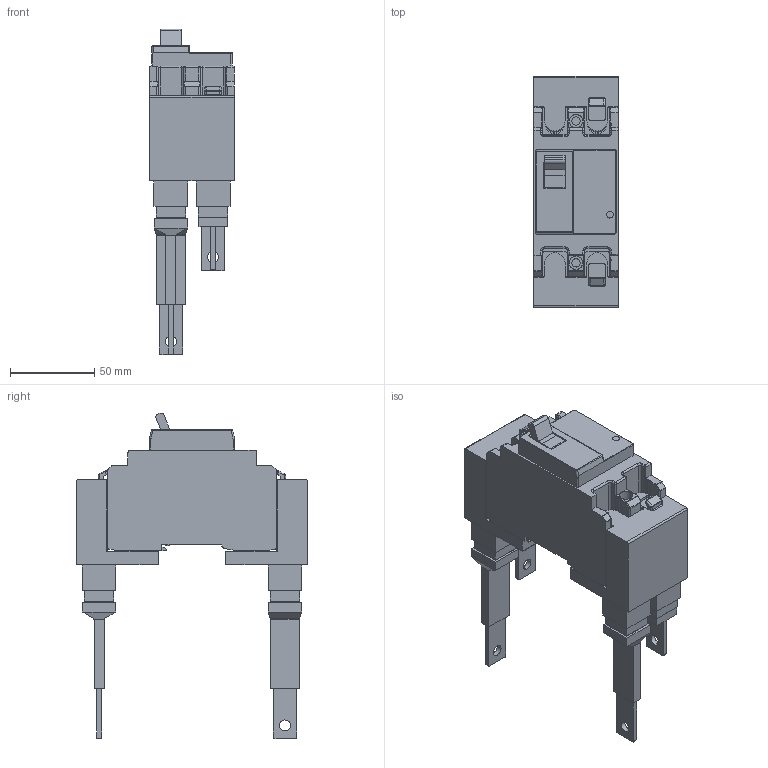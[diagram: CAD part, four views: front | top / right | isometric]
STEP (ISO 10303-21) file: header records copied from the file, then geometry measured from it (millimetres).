
FILE_DESCRIPTION(('CoCreate Modeling STEP Export'),'2;1');
FILE_NAME('Ｅ１００ＮＦ２Ｒ.stp','2016-03-24T 9:49:53',(''),(''),'CoCreate Modeling STEP processor for AP214 (Solid Model)','CoCreate Modeling 17.0 01-Apr-2010 (C) Parametric Technology GmbH','');
FILE_SCHEMA(('AUTOMOTIVE_DESIGN { 1 0 10303 214 1 1 1 1 }'));
Length unit declared in the file: millimetre
Products named in the file (11): P4; P4.1; P3.1; P1; P3; P2; P5; P6; P7.2; P8.1; Ｅ１００ＮＦ２Ｒ
Assembly tree (16 placements, depth 2):
  Ｅ１００ＮＦ２Ｒ
    P8.1  x2
    P7.2  x4
    P6  x2
    P5  x2
    P2
    P3
    P1
    P3.1
    P4.1
    P4
Bounding box: 50 x 137 x 192.94 mm (x, y, z)
Volume: 449131 mm3; surface area: 86635.3 mm2
Topology: 16 solids, 16 shells, 635 faces, 1571 edges, 994 vertices
Faces by surface type: plane 319, cylinder 222, bspline 50, torus 32, sphere 10, extrusion 2
Entity records: 23024 total; most frequent: CARTESIAN_POINT 9256, ORIENTED_EDGE 2776, DIRECTION 2359, EDGE_CURVE 1388, VERTEX_POINT 880, VECTOR 841, LINE 839, AXIS2_PLACEMENT_3D 759
